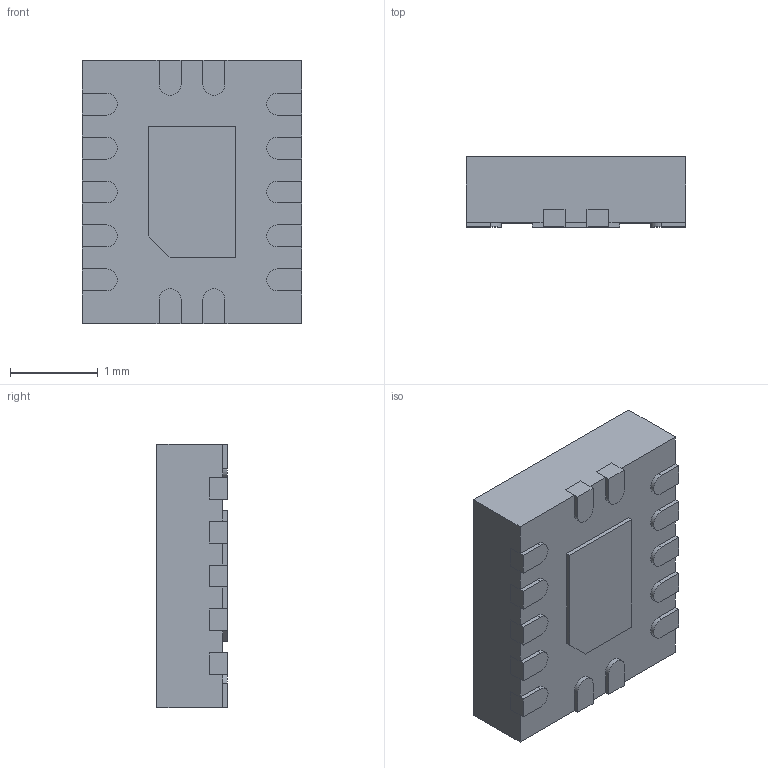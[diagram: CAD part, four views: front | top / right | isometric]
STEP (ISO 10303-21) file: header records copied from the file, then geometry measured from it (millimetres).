
FILE_DESCRIPTION (( 'STEP AP214' ), '1' );
FILE_NAME ('BQA14.STEP', '2024-08-08T06:42:15', ( '' ), ( '' ), 'SwSTEP 2.0', 'SolidWorks 2021', '' );
FILE_SCHEMA (( 'AUTOMOTIVE_DESIGN' ));
Length unit declared in the file: millimetre
Products named in the file (1): BQA14
Bounding box: 2.5 x 0.8 x 3 mm (x, y, z)
Volume: 5.8 mm3; surface area: 35.8 mm2
Topology: 17 solids, 17 shells, 170 faces, 402 edges, 268 vertices
Faces by surface type: plane 134, cylinder 36
Entity records: 5036 total; most frequent: CARTESIAN_POINT 841, DIRECTION 816, ORIENTED_EDGE 804, EDGE_CURVE 402, LINE 330, VECTOR 330, VERTEX_POINT 268, AXIS2_PLACEMENT_3D 243
